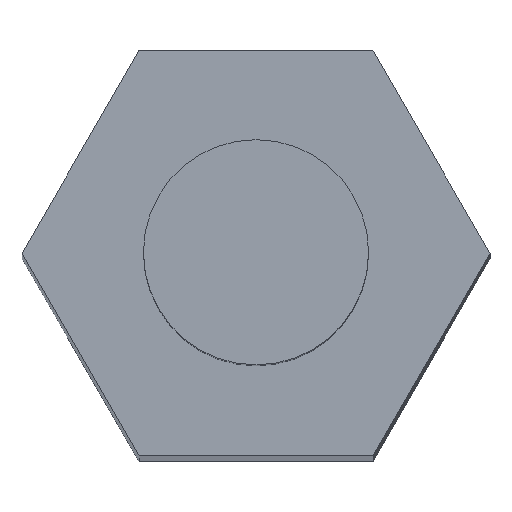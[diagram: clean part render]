
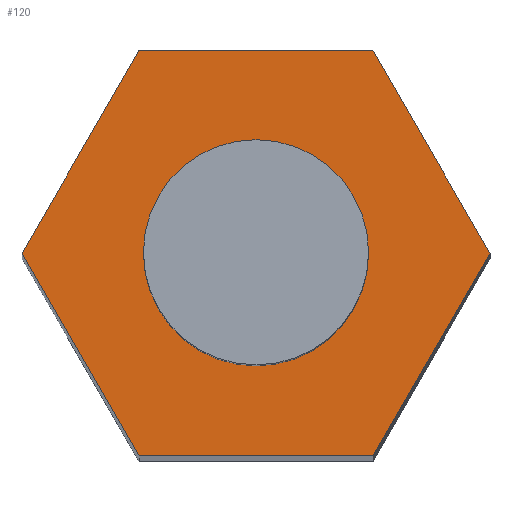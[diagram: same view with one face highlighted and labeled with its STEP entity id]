
A CAD part, top view. The second image highlights one B-rep face of the part: STEP entity #120.
In plain terms, the highlighted planar face has unit normal (0, 0, 1).
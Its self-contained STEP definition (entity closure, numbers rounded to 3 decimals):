
#3 = LINE ( 'NONE', #412, #61 ) ;
#6 = DIRECTION ( 'NONE',  ( 0., 0., 1. ) ) ;
#8 = CARTESIAN_POINT ( 'NONE',  ( -1.299, -2.25, 35. ) ) ;
#11 = DIRECTION ( 'NONE',  ( 1., 0., 0. ) ) ;
#17 = CARTESIAN_POINT ( 'NONE',  ( 1.299, -2.25, 35. ) ) ;
#25 = CARTESIAN_POINT ( 'NONE',  ( 2.598, 0., 35. ) ) ;
#33 = CIRCLE ( 'NONE', #267, 1.25 ) ;
#40 = DIRECTION ( 'NONE',  ( 1., 0., 0. ) ) ;
#46 = CARTESIAN_POINT ( 'NONE',  ( -2.598, 0., 35. ) ) ;
#47 = CARTESIAN_POINT ( 'NONE',  ( 0., 0., 35. ) ) ;
#49 = EDGE_CURVE ( 'NONE', #168, #427, #3, .T. ) ;
#50 = CARTESIAN_POINT ( 'NONE',  ( 1.299, 2.25, 35. ) ) ;
#54 = FACE_OUTER_BOUND ( 'NONE', #299, .T. ) ;
#61 = VECTOR ( 'NONE', #149, 1000. ) ;
#67 = DIRECTION ( 'NONE',  ( -0.5, 0.866, 0. ) ) ;
#76 = CARTESIAN_POINT ( 'NONE',  ( 0., 0., 35. ) ) ;
#86 = EDGE_CURVE ( 'NONE', #429, #295, #33, .T. ) ;
#88 = VECTOR ( 'NONE', #67, 1000. ) ;
#89 = DIRECTION ( 'NONE',  ( 0., 0., 1. ) ) ;
#97 = EDGE_LOOP ( 'NONE', ( #194, #137 ) ) ;
#100 = EDGE_CURVE ( 'NONE', #295, #429, #118, .T. ) ;
#101 = ORIENTED_EDGE ( 'NONE', *, *, #115, .T. ) ;
#105 = CARTESIAN_POINT ( 'NONE',  ( 1.25, 0., 35. ) ) ;
#112 = CARTESIAN_POINT ( 'NONE',  ( 0., 0., 35. ) ) ;
#115 = EDGE_CURVE ( 'NONE', #325, #197, #211, .T. ) ;
#118 = CIRCLE ( 'NONE', #224, 1.25 ) ;
#120 = ADVANCED_FACE ( 'NONE', ( #350, #54 ), #222, .T. ) ;
#137 = ORIENTED_EDGE ( 'NONE', *, *, #100, .F. ) ;
#149 = DIRECTION ( 'NONE',  ( -0.5, -0.866, 0. ) ) ;
#152 = VECTOR ( 'NONE', #219, 1000. ) ;
#155 = CARTESIAN_POINT ( 'NONE',  ( -1.299, 2.25, 35. ) ) ;
#159 = CARTESIAN_POINT ( 'NONE',  ( -2.598, 0., 35. ) ) ;
#168 = VERTEX_POINT ( 'NONE', #155 ) ;
#194 = ORIENTED_EDGE ( 'NONE', *, *, #86, .F. ) ;
#197 = VERTEX_POINT ( 'NONE', #17 ) ;
#203 = CARTESIAN_POINT ( 'NONE',  ( 1.299, -2.25, 35. ) ) ;
#205 = AXIS2_PLACEMENT_3D ( 'NONE', #47, #89, #313 ) ;
#209 = DIRECTION ( 'NONE',  ( 0., 0., 1. ) ) ;
#211 = LINE ( 'NONE', #8, #395 ) ;
#213 = LINE ( 'NONE', #159, #243 ) ;
#219 = DIRECTION ( 'NONE',  ( -1., 0., 0. ) ) ;
#222 = PLANE ( 'NONE',  #205 ) ;
#224 = AXIS2_PLACEMENT_3D ( 'NONE', #112, #209, #40 ) ;
#225 = EDGE_CURVE ( 'NONE', #427, #325, #213, .T. ) ;
#232 = LINE ( 'NONE', #389, #88 ) ;
#234 = ORIENTED_EDGE ( 'NONE', *, *, #49, .T. ) ;
#238 = EDGE_CURVE ( 'NONE', #322, #168, #282, .T. ) ;
#243 = VECTOR ( 'NONE', #344, 1000. ) ;
#258 = LINE ( 'NONE', #203, #275 ) ;
#259 = ORIENTED_EDGE ( 'NONE', *, *, #300, .T. ) ;
#267 = AXIS2_PLACEMENT_3D ( 'NONE', #76, #6, #277 ) ;
#275 = VECTOR ( 'NONE', #324, 1000. ) ;
#277 = DIRECTION ( 'NONE',  ( 1., 0., 0. ) ) ;
#282 = LINE ( 'NONE', #50, #152 ) ;
#283 = ORIENTED_EDGE ( 'NONE', *, *, #238, .T. ) ;
#295 = VERTEX_POINT ( 'NONE', #105 ) ;
#299 = EDGE_LOOP ( 'NONE', ( #259, #431, #283, #234, #362, #101 ) ) ;
#300 = EDGE_CURVE ( 'NONE', #197, #434, #258, .T. ) ;
#306 = EDGE_CURVE ( 'NONE', #434, #322, #232, .T. ) ;
#313 = DIRECTION ( 'NONE',  ( 1., 0., 0. ) ) ;
#320 = CARTESIAN_POINT ( 'NONE',  ( 1.299, 2.25, 35. ) ) ;
#322 = VERTEX_POINT ( 'NONE', #320 ) ;
#324 = DIRECTION ( 'NONE',  ( 0.5, 0.866, 0. ) ) ;
#325 = VERTEX_POINT ( 'NONE', #430 ) ;
#344 = DIRECTION ( 'NONE',  ( 0.5, -0.866, 0. ) ) ;
#350 = FACE_BOUND ( 'NONE', #97, .T. ) ;
#353 = CARTESIAN_POINT ( 'NONE',  ( -1.25, 0., 35. ) ) ;
#362 = ORIENTED_EDGE ( 'NONE', *, *, #225, .T. ) ;
#389 = CARTESIAN_POINT ( 'NONE',  ( 2.598, 0., 35. ) ) ;
#395 = VECTOR ( 'NONE', #11, 1000. ) ;
#412 = CARTESIAN_POINT ( 'NONE',  ( -1.299, 2.25, 35. ) ) ;
#427 = VERTEX_POINT ( 'NONE', #46 ) ;
#429 = VERTEX_POINT ( 'NONE', #353 ) ;
#430 = CARTESIAN_POINT ( 'NONE',  ( -1.299, -2.25, 35. ) ) ;
#431 = ORIENTED_EDGE ( 'NONE', *, *, #306, .T. ) ;
#434 = VERTEX_POINT ( 'NONE', #25 ) ;
